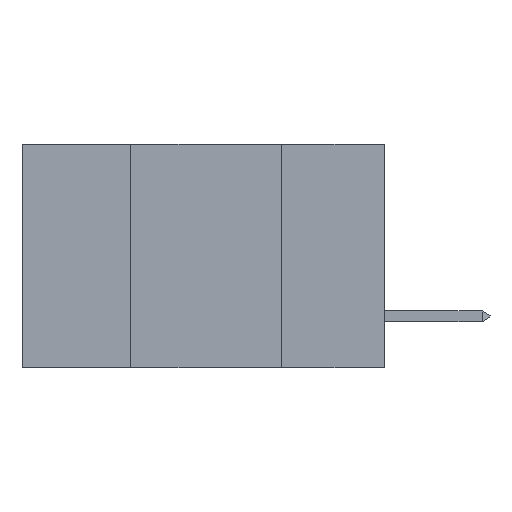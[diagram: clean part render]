
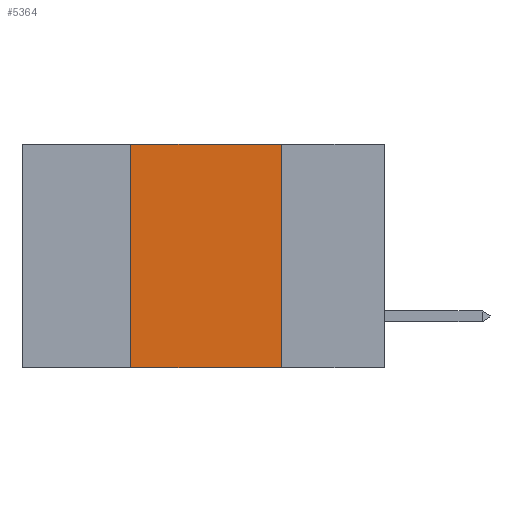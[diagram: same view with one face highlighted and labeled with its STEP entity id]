
A CAD part, left-side view. The second image highlights one B-rep face of the part: STEP entity #5364.
In plain terms, the highlighted planar face has unit normal (-1, 0, 0).
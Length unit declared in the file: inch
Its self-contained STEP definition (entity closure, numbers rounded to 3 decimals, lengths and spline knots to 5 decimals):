
#3290 = LINE ( 'NONE', #35748, #17370 ) ;
#3410 = CARTESIAN_POINT ( 'NONE',  ( 0., 0.6, 0. ) ) ;
#4370 = ORIENTED_EDGE ( 'NONE', *, *, #35186, .F. ) ;
#4609 = CARTESIAN_POINT ( 'NONE',  ( 0., 0.42, 0. ) ) ;
#5364 = ADVANCED_FACE ( 'NONE', ( #15667 ), #30212, .F. ) ;
#10582 = LINE ( 'NONE', #29666, #19993 ) ;
#13070 = ORIENTED_EDGE ( 'NONE', *, *, #21301, .F. ) ;
#15667 = FACE_OUTER_BOUND ( 'NONE', #37750, .T. ) ;
#17370 = VECTOR ( 'NONE', #46935, 39.37008 ) ;
#17884 = VERTEX_POINT ( 'NONE', #4609 ) ;
#18737 = CARTESIAN_POINT ( 'NONE',  ( 0., 0.42, -0.37 ) ) ;
#19916 = DIRECTION ( 'NONE',  ( 0., 0., -1. ) ) ;
#19993 = VECTOR ( 'NONE', #25857, 39.37008 ) ;
#21301 = EDGE_CURVE ( 'NONE', #17884, #34280, #21538, .T. ) ;
#21538 = LINE ( 'NONE', #3410, #30713 ) ;
#22092 = LINE ( 'NONE', #41168, #33662 ) ;
#22518 = CARTESIAN_POINT ( 'NONE',  ( 0., 0.17, -0.37 ) ) ;
#22663 = VERTEX_POINT ( 'NONE', #22518 ) ;
#25857 = DIRECTION ( 'NONE',  ( 0., 0., 1. ) ) ;
#25930 = VERTEX_POINT ( 'NONE', #18737 ) ;
#29546 = CARTESIAN_POINT ( 'NONE',  ( 0., 0.17, 0. ) ) ;
#29666 = CARTESIAN_POINT ( 'NONE',  ( 0., 0.42, 0. ) ) ;
#30212 = PLANE ( 'NONE',  #42024 ) ;
#30666 = CARTESIAN_POINT ( 'NONE',  ( 0., 0.6, 0. ) ) ;
#30713 = VECTOR ( 'NONE', #47045, 39.37008 ) ;
#30936 = ORIENTED_EDGE ( 'NONE', *, *, #43317, .T. ) ;
#33662 = VECTOR ( 'NONE', #37352, 39.37008 ) ;
#34280 = VERTEX_POINT ( 'NONE', #29546 ) ;
#35186 = EDGE_CURVE ( 'NONE', #25930, #17884, #10582, .T. ) ;
#35748 = CARTESIAN_POINT ( 'NONE',  ( 0., 0.6, -0.37 ) ) ;
#36056 = ORIENTED_EDGE ( 'NONE', *, *, #46661, .F. ) ;
#37352 = DIRECTION ( 'NONE',  ( 0., 0., -1. ) ) ;
#37750 = EDGE_LOOP ( 'NONE', ( #36056, #13070, #4370, #30936 ) ) ;
#41168 = CARTESIAN_POINT ( 'NONE',  ( 0., 0.17, 0. ) ) ;
#42024 = AXIS2_PLACEMENT_3D ( 'NONE', #30666, #44746, #19916 ) ;
#43317 = EDGE_CURVE ( 'NONE', #25930, #22663, #3290, .T. ) ;
#44746 = DIRECTION ( 'NONE',  ( 1., 0., 0. ) ) ;
#46661 = EDGE_CURVE ( 'NONE', #34280, #22663, #22092, .T. ) ;
#46935 = DIRECTION ( 'NONE',  ( 0., -1., 0. ) ) ;
#47045 = DIRECTION ( 'NONE',  ( 0., -1., 0. ) ) ;
